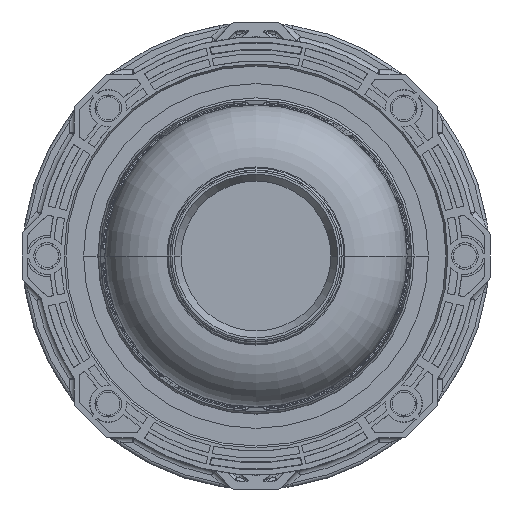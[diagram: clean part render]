
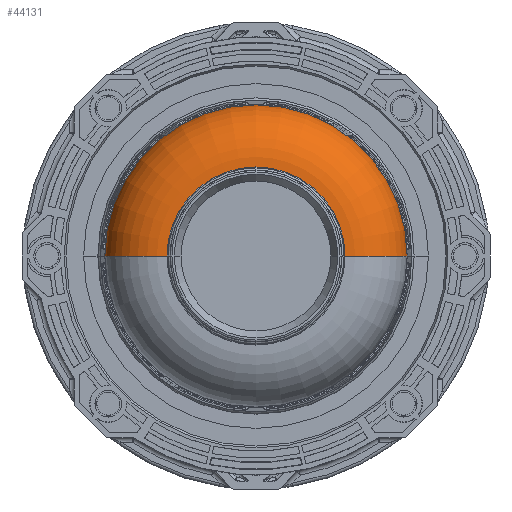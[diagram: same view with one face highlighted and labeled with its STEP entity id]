
A CAD part, front view. The second image highlights one B-rep face of the part: STEP entity #44131.
In plain terms, the highlighted toroidal (fillet/blend) face has major radius 46.134 mm and minor radius 30 mm.
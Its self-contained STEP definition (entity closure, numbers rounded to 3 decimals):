
#11616=CARTESIAN_POINT('',(0.,-416.528,0.));
#11617=DIRECTION('',(0.,1.,0.));
#11618=DIRECTION('',(-1.,0.,0.));
#11619=AXIS2_PLACEMENT_3D('',#11616,#11617,#11618);
#11624=CARTESIAN_POINT('',(-46.134,-386.559,0.));
#11625=DIRECTION('',(0.,0.,1.));
#11626=DIRECTION('',(-0.995,-0.103,0.));
#11627=AXIS2_PLACEMENT_3D('',#11624,#11625,#11626);
#11632=CARTESIAN_POINT('',(0.,-389.647,0.));
#11633=DIRECTION('',(0.,-1.,0.));
#11634=DIRECTION('',(1.,0.,0.));
#11635=AXIS2_PLACEMENT_3D('',#11632,#11633,#11634);
#11640=CARTESIAN_POINT('',(46.134,-386.559,0.));
#11641=DIRECTION('',(0.,0.,-1.));
#11642=DIRECTION('',(0.995,-0.103,0.));
#11643=AXIS2_PLACEMENT_3D('',#11640,#11641,#11642);
#32555=CARTESIAN_POINT('',(-75.975,-389.647,0.));
#32556=CARTESIAN_POINT('',(75.975,-389.647,0.));
#32557=VERTEX_POINT('',#32555);
#32558=VERTEX_POINT('',#32556);
#32599=CARTESIAN_POINT('',(44.773,-416.528,0.));
#32600=CARTESIAN_POINT('',(-44.773,-416.528,0.));
#32601=VERTEX_POINT('',#32599);
#32602=VERTEX_POINT('',#32600);
#44117=CARTESIAN_POINT('',(0.,-386.559,0.));
#44118=DIRECTION('',(0.,-1.,0.));
#44119=DIRECTION('',(-1.,0.,0.));
#44120=AXIS2_PLACEMENT_3D('',#44117,#44118,#44119);
#44121=TOROIDAL_SURFACE('',#44120,46.134,30.);
#44123=ORIENTED_EDGE('',*,*,#44122,.F.);
#44125=ORIENTED_EDGE('',*,*,#44124,.F.);
#44126=ORIENTED_EDGE('',*,*,#44107,.F.);
#44128=ORIENTED_EDGE('',*,*,#44127,.T.);
#44129=EDGE_LOOP('',(#44123,#44125,#44126,#44128));
#44130=FACE_OUTER_BOUND('',#44129,.F.);
#11620=CIRCLE('',#11619,44.773);
#11628=CIRCLE('',#11627,30.);
#11636=CIRCLE('',#11635,75.975);
#11644=CIRCLE('',#11643,30.);
#44107=EDGE_CURVE('',#32558,#32557,#11636,.T.);
#44122=EDGE_CURVE('',#32602,#32601,#11620,.T.);
#44124=EDGE_CURVE('',#32557,#32602,#11628,.T.);
#44127=EDGE_CURVE('',#32558,#32601,#11644,.T.);
#44131=ADVANCED_FACE('',(#44130),#44121,.T.);
